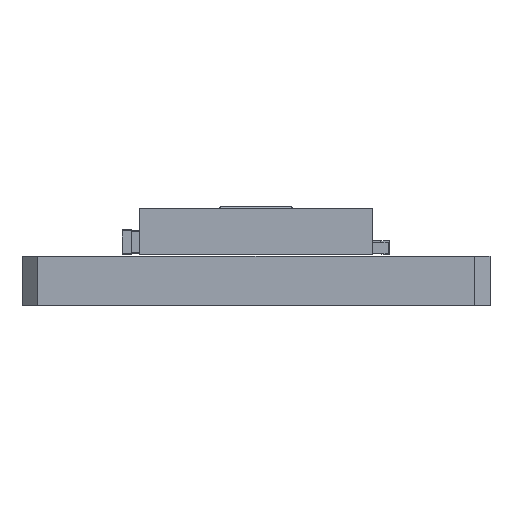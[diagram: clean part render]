
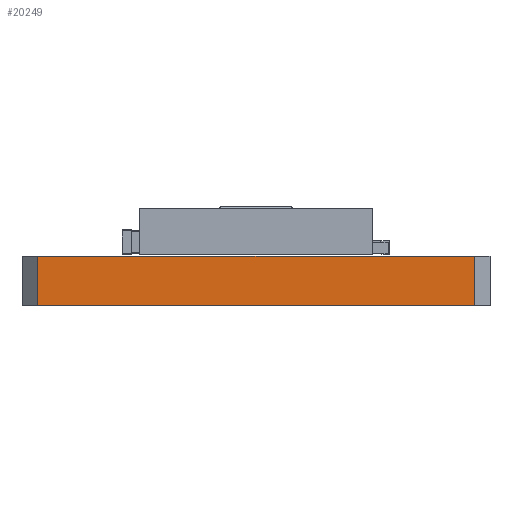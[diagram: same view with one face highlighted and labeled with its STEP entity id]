
A CAD part, front view. The second image highlights one B-rep face of the part: STEP entity #20249.
In plain terms, the highlighted planar face has unit normal (0, -1, 0).
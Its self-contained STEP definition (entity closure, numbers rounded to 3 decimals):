
#19211 = PLANE('',#19212);
#19212 = AXIS2_PLACEMENT_3D('',#19213,#19214,#19215);
#19213 = CARTESIAN_POINT('',(0.,-0.047,1.6)
  );
#19214 = DIRECTION('',(0.,0.,1.));
#19215 = DIRECTION('',(1.,0.,-0.));
#19265 = PLANE('',#19266);
#19266 = AXIS2_PLACEMENT_3D('',#19267,#19268,#19269);
#19267 = CARTESIAN_POINT('',(0.,-0.047,0.)
  );
#19268 = DIRECTION('',(0.,0.,1.));
#19269 = DIRECTION('',(1.,0.,-0.));
#19462 = VERTEX_POINT('',#19463);
#19463 = CARTESIAN_POINT('',(-7.112,-10.16,0.));
#19477 = PLANE('',#19478);
#19478 = AXIS2_PLACEMENT_3D('',#19479,#19480,#19481);
#19479 = CARTESIAN_POINT('',(-7.62,-9.652,0.));
#19480 = DIRECTION('',(0.707,0.707,-0.));
#19481 = DIRECTION('',(0.707,-0.707,0.));
#19489 = EDGE_CURVE('',#19462,#19490,#19492,.T.);
#19490 = VERTEX_POINT('',#19491);
#19491 = CARTESIAN_POINT('',(7.112,-10.16,0.));
#19492 = SURFACE_CURVE('',#19493,(#19497,#19504),.PCURVE_S1.);
#19493 = LINE('',#19494,#19495);
#19494 = CARTESIAN_POINT('',(-7.112,-10.16,0.));
#19495 = VECTOR('',#19496,1.);
#19496 = DIRECTION('',(1.,0.,0.));
#19497 = PCURVE('',#19265,#19498);
#19498 = DEFINITIONAL_REPRESENTATION('',(#19499),#19503);
#19499 = LINE('',#19500,#19501);
#19500 = CARTESIAN_POINT('',(-7.112,-10.113));
#19501 = VECTOR('',#19502,1.);
#19502 = DIRECTION('',(1.,0.));
#19503 = ( GEOMETRIC_REPRESENTATION_CONTEXT(2) 
PARAMETRIC_REPRESENTATION_CONTEXT() REPRESENTATION_CONTEXT('2D SPACE',''
  ) );
#19504 = PCURVE('',#19505,#19510);
#19505 = PLANE('',#19506);
#19506 = AXIS2_PLACEMENT_3D('',#19507,#19508,#19509);
#19507 = CARTESIAN_POINT('',(-7.112,-10.16,0.));
#19508 = DIRECTION('',(0.,1.,0.));
#19509 = DIRECTION('',(1.,0.,0.));
#19510 = DEFINITIONAL_REPRESENTATION('',(#19511),#19515);
#19511 = LINE('',#19512,#19513);
#19512 = CARTESIAN_POINT('',(0.,0.));
#19513 = VECTOR('',#19514,1.);
#19514 = DIRECTION('',(1.,0.));
#19515 = ( GEOMETRIC_REPRESENTATION_CONTEXT(2) 
PARAMETRIC_REPRESENTATION_CONTEXT() REPRESENTATION_CONTEXT('2D SPACE',''
  ) );
#19533 = PLANE('',#19534);
#19534 = AXIS2_PLACEMENT_3D('',#19535,#19536,#19537);
#19535 = CARTESIAN_POINT('',(7.112,-10.16,0.));
#19536 = DIRECTION('',(-0.707,0.707,0.));
#19537 = DIRECTION('',(0.707,0.707,0.));
#19844 = VERTEX_POINT('',#19845);
#19845 = CARTESIAN_POINT('',(-7.112,-10.16,1.6));
#19866 = EDGE_CURVE('',#19844,#19867,#19869,.T.);
#19867 = VERTEX_POINT('',#19868);
#19868 = CARTESIAN_POINT('',(7.112,-10.16,1.6));
#19869 = SURFACE_CURVE('',#19870,(#19874,#19881),.PCURVE_S1.);
#19870 = LINE('',#19871,#19872);
#19871 = CARTESIAN_POINT('',(-7.112,-10.16,1.6));
#19872 = VECTOR('',#19873,1.);
#19873 = DIRECTION('',(1.,0.,0.));
#19874 = PCURVE('',#19211,#19875);
#19875 = DEFINITIONAL_REPRESENTATION('',(#19876),#19880);
#19876 = LINE('',#19877,#19878);
#19877 = CARTESIAN_POINT('',(-7.112,-10.113));
#19878 = VECTOR('',#19879,1.);
#19879 = DIRECTION('',(1.,0.));
#19880 = ( GEOMETRIC_REPRESENTATION_CONTEXT(2) 
PARAMETRIC_REPRESENTATION_CONTEXT() REPRESENTATION_CONTEXT('2D SPACE',''
  ) );
#19881 = PCURVE('',#19505,#19882);
#19882 = DEFINITIONAL_REPRESENTATION('',(#19883),#19887);
#19883 = LINE('',#19884,#19885);
#19884 = CARTESIAN_POINT('',(0.,-1.6));
#19885 = VECTOR('',#19886,1.);
#19886 = DIRECTION('',(1.,0.));
#19887 = ( GEOMETRIC_REPRESENTATION_CONTEXT(2) 
PARAMETRIC_REPRESENTATION_CONTEXT() REPRESENTATION_CONTEXT('2D SPACE',''
  ) );
#20199 = EDGE_CURVE('',#19490,#19867,#20200,.T.);
#20200 = SURFACE_CURVE('',#20201,(#20205,#20212),.PCURVE_S1.);
#20201 = LINE('',#20202,#20203);
#20202 = CARTESIAN_POINT('',(7.112,-10.16,0.));
#20203 = VECTOR('',#20204,1.);
#20204 = DIRECTION('',(0.,0.,1.));
#20205 = PCURVE('',#19533,#20206);
#20206 = DEFINITIONAL_REPRESENTATION('',(#20207),#20211);
#20207 = LINE('',#20208,#20209);
#20208 = CARTESIAN_POINT('',(0.,0.));
#20209 = VECTOR('',#20210,1.);
#20210 = DIRECTION('',(0.,-1.));
#20211 = ( GEOMETRIC_REPRESENTATION_CONTEXT(2) 
PARAMETRIC_REPRESENTATION_CONTEXT() REPRESENTATION_CONTEXT('2D SPACE',''
  ) );
#20212 = PCURVE('',#19505,#20213);
#20213 = DEFINITIONAL_REPRESENTATION('',(#20214),#20218);
#20214 = LINE('',#20215,#20216);
#20215 = CARTESIAN_POINT('',(14.224,0.));
#20216 = VECTOR('',#20217,1.);
#20217 = DIRECTION('',(0.,-1.));
#20218 = ( GEOMETRIC_REPRESENTATION_CONTEXT(2) 
PARAMETRIC_REPRESENTATION_CONTEXT() REPRESENTATION_CONTEXT('2D SPACE',''
  ) );
#20228 = EDGE_CURVE('',#19462,#19844,#20229,.T.);
#20229 = SURFACE_CURVE('',#20230,(#20234,#20241),.PCURVE_S1.);
#20230 = LINE('',#20231,#20232);
#20231 = CARTESIAN_POINT('',(-7.112,-10.16,0.));
#20232 = VECTOR('',#20233,1.);
#20233 = DIRECTION('',(0.,0.,1.));
#20234 = PCURVE('',#19477,#20235);
#20235 = DEFINITIONAL_REPRESENTATION('',(#20236),#20240);
#20236 = LINE('',#20237,#20238);
#20237 = CARTESIAN_POINT('',(0.718,0.));
#20238 = VECTOR('',#20239,1.);
#20239 = DIRECTION('',(0.,-1.));
#20240 = ( GEOMETRIC_REPRESENTATION_CONTEXT(2) 
PARAMETRIC_REPRESENTATION_CONTEXT() REPRESENTATION_CONTEXT('2D SPACE',''
  ) );
#20241 = PCURVE('',#19505,#20242);
#20242 = DEFINITIONAL_REPRESENTATION('',(#20243),#20247);
#20243 = LINE('',#20244,#20245);
#20244 = CARTESIAN_POINT('',(0.,0.));
#20245 = VECTOR('',#20246,1.);
#20246 = DIRECTION('',(0.,-1.));
#20247 = ( GEOMETRIC_REPRESENTATION_CONTEXT(2) 
PARAMETRIC_REPRESENTATION_CONTEXT() REPRESENTATION_CONTEXT('2D SPACE',''
  ) );
#20249 = ADVANCED_FACE('',(#20250),#19505,.F.);
#20250 = FACE_BOUND('',#20251,.F.);
#20251 = EDGE_LOOP('',(#20252,#20253,#20254,#20255));
#20252 = ORIENTED_EDGE('',*,*,#20228,.T.);
#20253 = ORIENTED_EDGE('',*,*,#19866,.T.);
#20254 = ORIENTED_EDGE('',*,*,#20199,.F.);
#20255 = ORIENTED_EDGE('',*,*,#19489,.F.);
